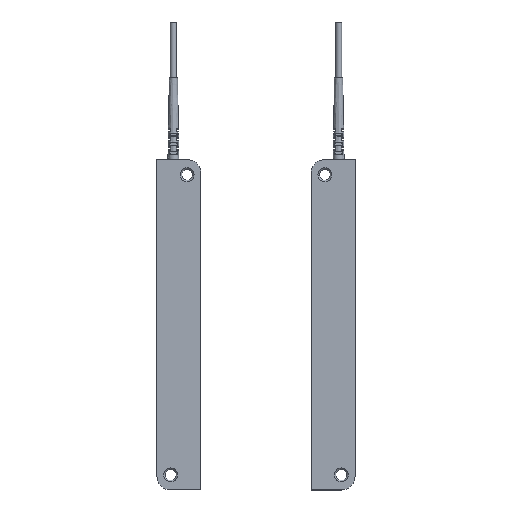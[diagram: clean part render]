
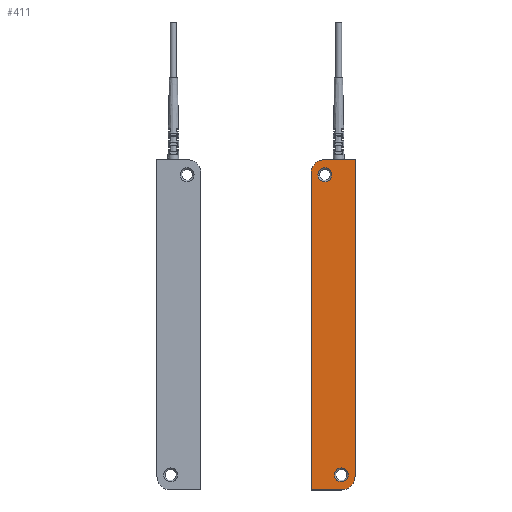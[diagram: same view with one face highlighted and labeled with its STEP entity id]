
A CAD part, top view. The second image highlights one B-rep face of the part: STEP entity #411.
In plain terms, the highlighted face is planar.
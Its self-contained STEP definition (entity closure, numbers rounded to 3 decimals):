
#31=CARTESIAN_POINT('',(5.,11.,0.));
#32=DIRECTION('',(0.,0.,-1.));
#33=DIRECTION('',(-1.,0.,0.));
#34=AXIS2_PLACEMENT_3D('',#31,#32,#33);
#36=DIRECTION('',(0.,-1.,0.));
#37=VECTOR('',#36,11.);
#38=CARTESIAN_POINT('',(0.,11.,0.));
#39=LINE('',#38,#37);
#40=DIRECTION('',(1.,0.,0.));
#41=VECTOR('',#40,115.);
#42=CARTESIAN_POINT('',(0.,0.,0.));
#43=LINE('',#42,#41);
#44=CARTESIAN_POINT('',(115.,5.,0.));
#45=DIRECTION('',(0.,0.,-1.));
#46=DIRECTION('',(1.,0.,0.));
#47=AXIS2_PLACEMENT_3D('',#44,#45,#46);
#49=DIRECTION('',(0.,1.,0.));
#50=VECTOR('',#49,11.);
#51=CARTESIAN_POINT('',(120.,5.,0.));
#52=LINE('',#51,#50);
#53=DIRECTION('',(-1.,0.,0.));
#54=VECTOR('',#53,115.);
#55=CARTESIAN_POINT('',(120.,16.,0.));
#56=LINE('',#55,#54);
#57=CARTESIAN_POINT('',(114.5,5.,0.));
#58=DIRECTION('',(0.,0.,1.));
#59=DIRECTION('',(-1.,0.,0.));
#60=AXIS2_PLACEMENT_3D('',#57,#58,#59);
#62=CARTESIAN_POINT('',(114.5,5.,0.));
#63=DIRECTION('',(0.,0.,1.));
#64=DIRECTION('',(1.,0.,0.));
#65=AXIS2_PLACEMENT_3D('',#62,#63,#64);
#67=CARTESIAN_POINT('',(5.5,11.,0.));
#68=DIRECTION('',(0.,0.,1.));
#69=DIRECTION('',(-1.,0.,0.));
#70=AXIS2_PLACEMENT_3D('',#67,#68,#69);
#72=CARTESIAN_POINT('',(5.5,11.,0.));
#73=DIRECTION('',(0.,0.,1.));
#74=DIRECTION('',(1.,0.,0.));
#75=AXIS2_PLACEMENT_3D('',#72,#73,#74);
#256=CARTESIAN_POINT('',(0.,0.,0.));
#258=VERTEX_POINT('',#256);
#276=CARTESIAN_POINT('',(120.,16.,0.));
#277=VERTEX_POINT('',#276);
#280=CARTESIAN_POINT('',(0.,11.,0.));
#281=CARTESIAN_POINT('',(5.,16.,0.));
#282=VERTEX_POINT('',#280);
#283=VERTEX_POINT('',#281);
#288=CARTESIAN_POINT('',(120.,5.,0.));
#289=CARTESIAN_POINT('',(115.,0.,0.));
#290=VERTEX_POINT('',#288);
#291=VERTEX_POINT('',#289);
#296=CARTESIAN_POINT('',(112.,5.,0.));
#297=CARTESIAN_POINT('',(117.,5.,0.));
#298=VERTEX_POINT('',#296);
#299=VERTEX_POINT('',#297);
#320=CARTESIAN_POINT('',(3.,11.,0.));
#321=CARTESIAN_POINT('',(8.,11.,0.));
#322=VERTEX_POINT('',#320);
#323=VERTEX_POINT('',#321);
#382=CARTESIAN_POINT('',(0.,0.,0.));
#383=DIRECTION('',(0.,0.,1.));
#384=DIRECTION('',(1.,0.,0.));
#385=AXIS2_PLACEMENT_3D('',#382,#383,#384);
#386=PLANE('',#385);
#387=ORIENTED_EDGE('',*,*,#372,.F.);
#389=ORIENTED_EDGE('',*,*,#388,.T.);
#391=ORIENTED_EDGE('',*,*,#390,.T.);
#393=ORIENTED_EDGE('',*,*,#392,.F.);
#395=ORIENTED_EDGE('',*,*,#394,.T.);
#396=ORIENTED_EDGE('',*,*,#351,.T.);
#397=EDGE_LOOP('',(#387,#389,#391,#393,#395,#396));
#398=FACE_OUTER_BOUND('',#397,.F.);
#400=ORIENTED_EDGE('',*,*,#399,.F.);
#402=ORIENTED_EDGE('',*,*,#401,.F.);
#403=EDGE_LOOP('',(#400,#402));
#404=FACE_BOUND('',#403,.F.);
#406=ORIENTED_EDGE('',*,*,#405,.F.);
#408=ORIENTED_EDGE('',*,*,#407,.F.);
#409=EDGE_LOOP('',(#406,#408));
#410=FACE_BOUND('',#409,.F.);
#411=ADVANCED_FACE('',(#398,#404,#410),#386,.F.);
#35=CIRCLE('',#34,5.);
#48=CIRCLE('',#47,5.);
#61=CIRCLE('',#60,2.5);
#66=CIRCLE('',#65,2.5);
#71=CIRCLE('',#70,2.5);
#76=CIRCLE('',#75,2.5);
#351=EDGE_CURVE('',#277,#283,#56,.T.);
#372=EDGE_CURVE('',#282,#283,#35,.T.);
#388=EDGE_CURVE('',#282,#258,#39,.T.);
#390=EDGE_CURVE('',#258,#291,#43,.T.);
#392=EDGE_CURVE('',#290,#291,#48,.T.);
#394=EDGE_CURVE('',#290,#277,#52,.T.);
#399=EDGE_CURVE('',#298,#299,#61,.T.);
#401=EDGE_CURVE('',#299,#298,#66,.T.);
#405=EDGE_CURVE('',#322,#323,#71,.T.);
#407=EDGE_CURVE('',#323,#322,#76,.T.);
